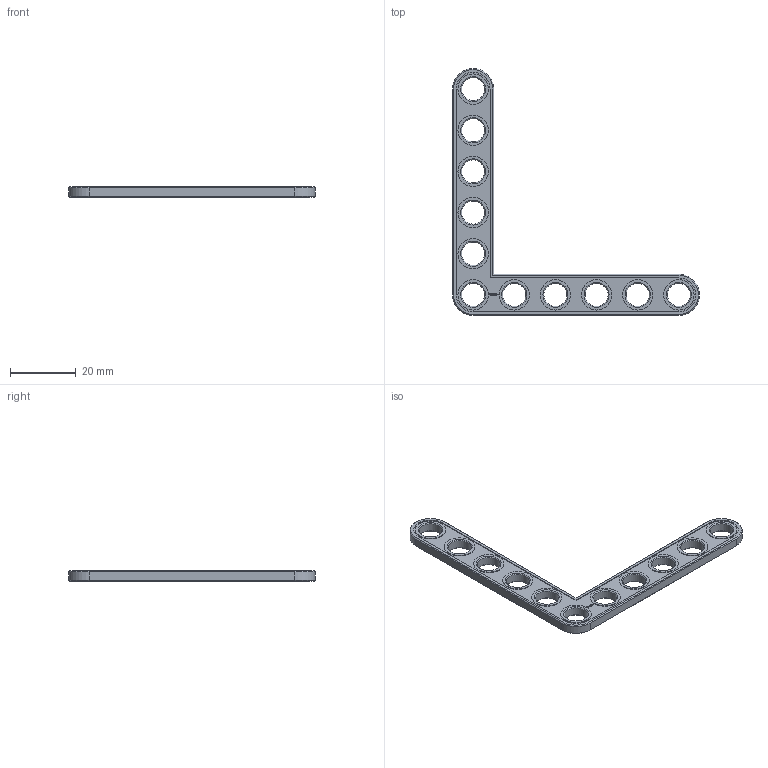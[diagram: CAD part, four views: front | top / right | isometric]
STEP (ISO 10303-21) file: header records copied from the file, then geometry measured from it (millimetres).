
FILE_DESCRIPTION(('FreeCAD Model'),'2;1');
FILE_NAME('Open CASCADE Shape Model','2024-02-09T22:17:05',(''),(''), 'Open CASCADE STEP processor 7.6','FreeCAD','Unknown');
FILE_SCHEMA(('AUTOMOTIVE_DESIGN { 1 0 10303 214 1 1 1 1 }'));
Length unit declared in the file: millimetre
Products named in the file (1): Brace AGD 90 SYM ERR BU06x00.25 - SPN-BRC-0614 (stemfie.org)
Bounding box: 75 x 75 x 3.12 mm (x, y, z)
Volume: 3742.3 mm3; surface area: 4095.8 mm2
Topology: 1 solids, 1 shells, 585 faces, 1575 edges, 1038 vertices
Faces by surface type: plane 351, extrusion 178, cone 28, cylinder 28
Full cylindrical faces by diameter (mm): 7 x11, 9.2 x11
Entity records: 40006 total; most frequent: CARTESIAN_POINT 9684, DIRECTION 4891, VECTOR 3862, LINE 3684, ORIENTED_EDGE 3150, PCURVE 3150, DEFINITIONAL_REPRESENTATION 3150, EDGE_CURVE 1575
